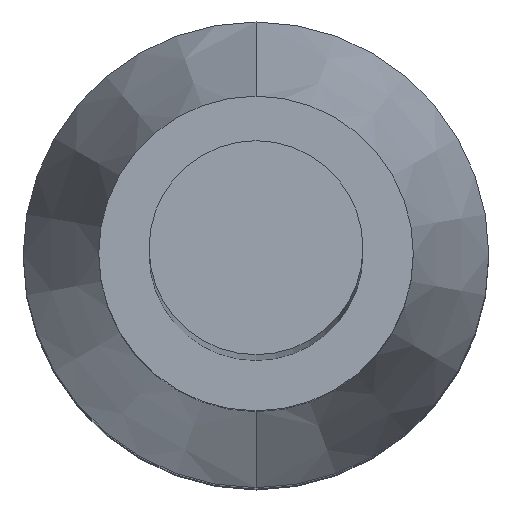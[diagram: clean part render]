
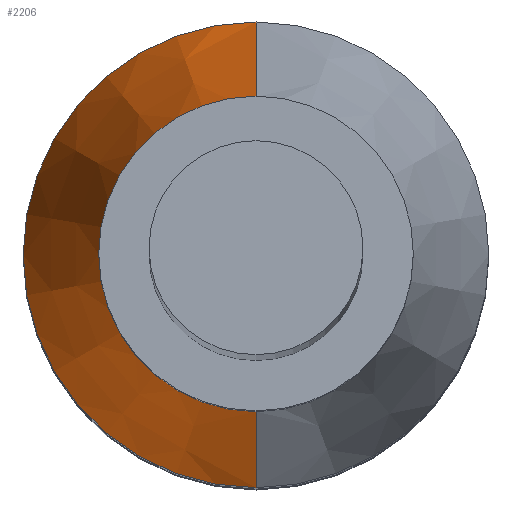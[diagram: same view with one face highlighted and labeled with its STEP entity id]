
A CAD part, top view. The second image highlights one B-rep face of the part: STEP entity #2206.
In plain terms, the highlighted conical face has half-angle 13.496 degrees and reference radius 3.937 mm.
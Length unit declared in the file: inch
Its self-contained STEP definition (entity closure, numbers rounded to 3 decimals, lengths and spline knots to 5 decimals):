
#1756=DIRECTION('',(0.,-0.233,0.972));
#1757=VECTOR('',#1756,0.2571);
#1758=CARTESIAN_POINT('',(0.,0.185,0.75));
#1759=LINE('',#1758,#1757);
#1760=DIRECTION('',(0.,0.233,0.972));
#1761=VECTOR('',#1760,0.2571);
#1762=CARTESIAN_POINT('',(0.,-0.185,0.75));
#1763=LINE('',#1762,#1761);
#1764=CARTESIAN_POINT('',(0.,0.,0.75));
#1765=DIRECTION('',(0.,0.,1.));
#1766=DIRECTION('',(0.,1.,0.));
#1767=AXIS2_PLACEMENT_3D('',#1764,#1765,#1766);
#1787=CARTESIAN_POINT('',(0.,0.,1.));
#1788=DIRECTION('',(0.,0.,1.));
#1789=DIRECTION('',(0.,1.,0.));
#1790=AXIS2_PLACEMENT_3D('',#1787,#1788,#1789);
#1929=CARTESIAN_POINT('',(0.,0.185,0.75));
#1931=VERTEX_POINT('',#1929);
#1932=CARTESIAN_POINT('',(0.,0.125,1.));
#1933=VERTEX_POINT('',#1932);
#1945=CARTESIAN_POINT('',(0.,-0.185,0.75));
#1947=VERTEX_POINT('',#1945);
#1948=CARTESIAN_POINT('',(0.,-0.125,1.));
#1949=VERTEX_POINT('',#1948);
#2192=CARTESIAN_POINT('',(0.,0.,0.875));
#2193=DIRECTION('',(0.,0.,-1.));
#2194=DIRECTION('',(0.,-1.,0.));
#2195=AXIS2_PLACEMENT_3D('',#2192,#2193,#2194);
#2196=CONICAL_SURFACE('',#2195,0.155,13.496);
#2198=ORIENTED_EDGE('',*,*,#2197,.T.);
#2200=ORIENTED_EDGE('',*,*,#2199,.T.);
#2202=ORIENTED_EDGE('',*,*,#2201,.F.);
#2203=ORIENTED_EDGE('',*,*,#2178,.F.);
#2204=EDGE_LOOP('',(#2198,#2200,#2202,#2203));
#2205=FACE_OUTER_BOUND('',#2204,.F.);
#2206=ADVANCED_FACE('',(#2205),#2196,.T.);
#1768=CIRCLE('',#1767,0.185);
#1791=CIRCLE('',#1790,0.125);
#2178=EDGE_CURVE('',#1931,#1947,#1768,.T.);
#2197=EDGE_CURVE('',#1931,#1933,#1759,.T.);
#2199=EDGE_CURVE('',#1933,#1949,#1791,.T.);
#2201=EDGE_CURVE('',#1947,#1949,#1763,.T.);
